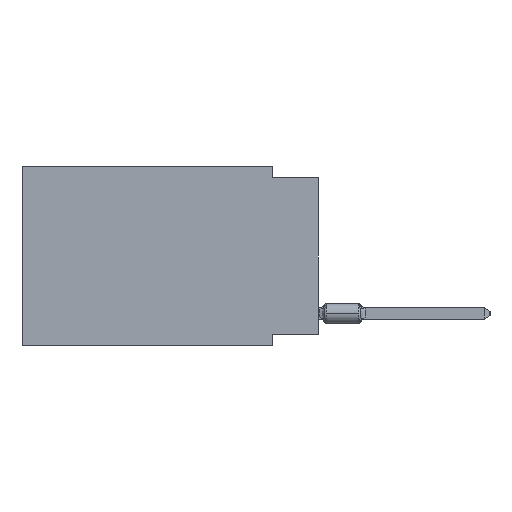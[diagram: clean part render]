
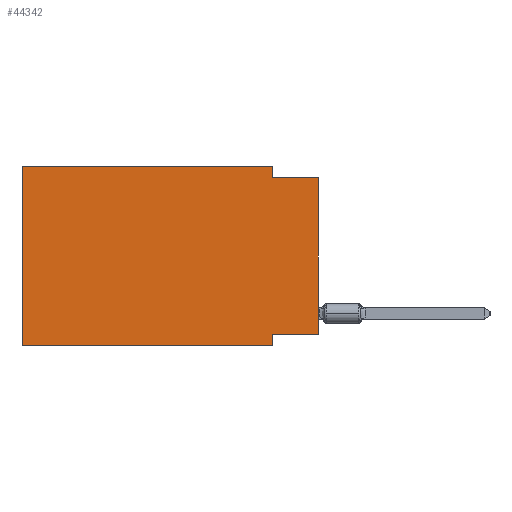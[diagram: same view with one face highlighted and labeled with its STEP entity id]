
A CAD part, left-side view. The second image highlights one B-rep face of the part: STEP entity #44342.
In plain terms, the highlighted planar face has unit normal (-1, 0, 0).
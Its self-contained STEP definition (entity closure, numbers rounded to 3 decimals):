
#33 = VERTEX_POINT ( 'NONE', #56928 ) ;
#1402 = DIRECTION ( 'NONE',  ( 0., 0., -1. ) ) ;
#3510 = EDGE_CURVE ( 'NONE', #22221, #27106, #3791, .T. ) ;
#3791 = LINE ( 'NONE', #4102, #44366 ) ;
#3889 = DIRECTION ( 'NONE',  ( 0., 0., 1. ) ) ;
#4102 = CARTESIAN_POINT ( 'NONE',  ( 0., 0., 0. ) ) ;
#5382 = LINE ( 'NONE', #24113, #41078 ) ;
#6185 = ORIENTED_EDGE ( 'NONE', *, *, #32709, .F. ) ;
#6254 = CARTESIAN_POINT ( 'NONE',  ( 0., 0., -9.271 ) ) ;
#8763 = VERTEX_POINT ( 'NONE', #27282 ) ;
#11447 = CARTESIAN_POINT ( 'NONE',  ( 0., 0., -0.635 ) ) ;
#12317 = LINE ( 'NONE', #44837, #41839 ) ;
#13273 = ORIENTED_EDGE ( 'NONE', *, *, #16393, .T. ) ;
#13479 = VERTEX_POINT ( 'NONE', #44679 ) ;
#16393 = EDGE_CURVE ( 'NONE', #35151, #55584, #12317, .T. ) ;
#16410 = DIRECTION ( 'NONE',  ( 1., 0., 0. ) ) ;
#16613 = ORIENTED_EDGE ( 'NONE', *, *, #45499, .F. ) ;
#16911 = ORIENTED_EDGE ( 'NONE', *, *, #37140, .F. ) ;
#17928 = DIRECTION ( 'NONE',  ( 0., 0., 1. ) ) ;
#18915 = CARTESIAN_POINT ( 'NONE',  ( 0., 2.54, 0. ) ) ;
#21303 = CARTESIAN_POINT ( 'NONE',  ( 0., 16.383, 0. ) ) ;
#21601 = PLANE ( 'NONE',  #41910 ) ;
#21629 = EDGE_CURVE ( 'NONE', #35151, #33, #41661, .T. ) ;
#22221 = VERTEX_POINT ( 'NONE', #6254 ) ;
#23231 = CARTESIAN_POINT ( 'NONE',  ( 0., 16.383, 0. ) ) ;
#24113 = CARTESIAN_POINT ( 'NONE',  ( 0., 2.54, -9.906 ) ) ;
#24629 = EDGE_LOOP ( 'NONE', ( #36729, #16911, #28201, #6185, #58091, #13273, #16613, #52152 ) ) ;
#24959 = DIRECTION ( 'NONE',  ( 0., -1., 0. ) ) ;
#26888 = CARTESIAN_POINT ( 'NONE',  ( 0., 16.383, 0. ) ) ;
#27106 = VERTEX_POINT ( 'NONE', #43824 ) ;
#27129 = CARTESIAN_POINT ( 'NONE',  ( 0., 2.54, 0. ) ) ;
#27282 = CARTESIAN_POINT ( 'NONE',  ( 0., 2.54, -0.635 ) ) ;
#28201 = ORIENTED_EDGE ( 'NONE', *, *, #41295, .F. ) ;
#29535 = CARTESIAN_POINT ( 'NONE',  ( 0., 0., -9.271 ) ) ;
#30751 = DIRECTION ( 'NONE',  ( 0., -1., 0. ) ) ;
#30898 = CARTESIAN_POINT ( 'NONE',  ( 0., 2.54, -9.906 ) ) ;
#32160 = VECTOR ( 'NONE', #56213, 1000. ) ;
#32226 = EDGE_CURVE ( 'NONE', #22221, #13479, #51909, .T. ) ;
#32709 = EDGE_CURVE ( 'NONE', #33, #44488, #40985, .T. ) ;
#34006 = CARTESIAN_POINT ( 'NONE',  ( 0., 16.383, -9.906 ) ) ;
#34481 = LINE ( 'NONE', #11447, #45277 ) ;
#35151 = VERTEX_POINT ( 'NONE', #34006 ) ;
#35933 = VECTOR ( 'NONE', #1402, 1000. ) ;
#36729 = ORIENTED_EDGE ( 'NONE', *, *, #3510, .T. ) ;
#37140 = EDGE_CURVE ( 'NONE', #8763, #27106, #34481, .T. ) ;
#40080 = VECTOR ( 'NONE', #3889, 1000. ) ;
#40985 = LINE ( 'NONE', #26888, #52741 ) ;
#41078 = VECTOR ( 'NONE', #42828, 1000. ) ;
#41295 = EDGE_CURVE ( 'NONE', #44488, #8763, #57579, .T. ) ;
#41661 = LINE ( 'NONE', #23231, #40080 ) ;
#41839 = VECTOR ( 'NONE', #30751, 1000. ) ;
#41910 = AXIS2_PLACEMENT_3D ( 'NONE', #21303, #16410, #54439 ) ;
#42828 = DIRECTION ( 'NONE',  ( 0., 0., -1. ) ) ;
#43824 = CARTESIAN_POINT ( 'NONE',  ( 0., 0., -0.635 ) ) ;
#44342 = ADVANCED_FACE ( 'NONE', ( #49839 ), #21601, .F. ) ;
#44366 = VECTOR ( 'NONE', #17928, 1000. ) ;
#44488 = VERTEX_POINT ( 'NONE', #27129 ) ;
#44679 = CARTESIAN_POINT ( 'NONE',  ( 0., 2.54, -9.271 ) ) ;
#44837 = CARTESIAN_POINT ( 'NONE',  ( 0., 16.383, -9.906 ) ) ;
#45277 = VECTOR ( 'NONE', #24959, 1000. ) ;
#45499 = EDGE_CURVE ( 'NONE', #13479, #55584, #5382, .T. ) ;
#49839 = FACE_OUTER_BOUND ( 'NONE', #24629, .T. ) ;
#51909 = LINE ( 'NONE', #29535, #32160 ) ;
#52152 = ORIENTED_EDGE ( 'NONE', *, *, #32226, .F. ) ;
#52741 = VECTOR ( 'NONE', #53887, 1000. ) ;
#53887 = DIRECTION ( 'NONE',  ( 0., -1., 0. ) ) ;
#54439 = DIRECTION ( 'NONE',  ( 0., 0., -1. ) ) ;
#55584 = VERTEX_POINT ( 'NONE', #30898 ) ;
#56213 = DIRECTION ( 'NONE',  ( 0., 1., 0. ) ) ;
#56928 = CARTESIAN_POINT ( 'NONE',  ( 0., 16.383, 0. ) ) ;
#57579 = LINE ( 'NONE', #18915, #35933 ) ;
#58091 = ORIENTED_EDGE ( 'NONE', *, *, #21629, .F. ) ;
